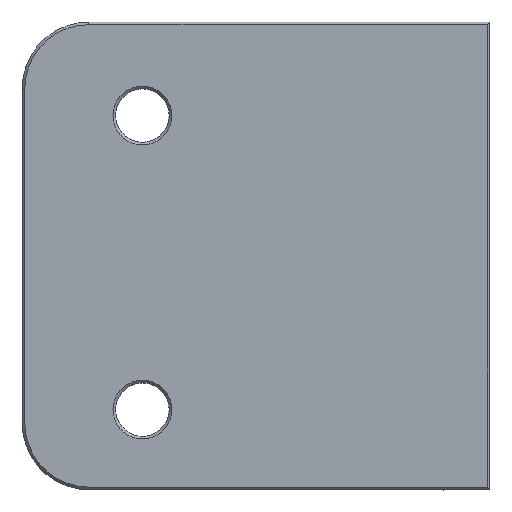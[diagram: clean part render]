
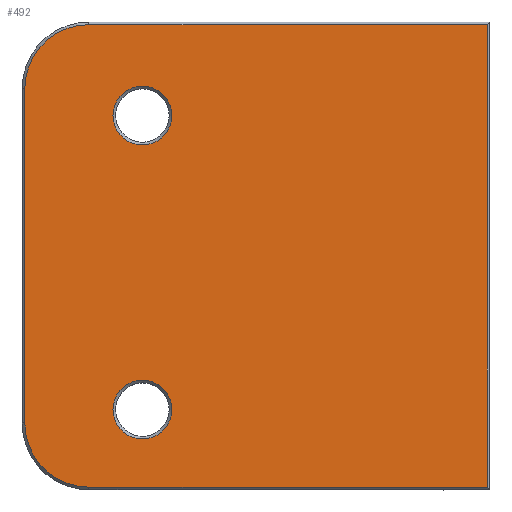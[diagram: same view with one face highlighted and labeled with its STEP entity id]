
A CAD part, top view. The second image highlights one B-rep face of the part: STEP entity #492.
In plain terms, the highlighted planar face has unit normal (0, 0, 1).
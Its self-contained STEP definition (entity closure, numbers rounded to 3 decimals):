
#27=FACE_BOUND('',#83,.T.);
#28=FACE_BOUND('',#84,.T.);
#35=PLANE('',#538);
#53=FACE_OUTER_BOUND('',#82,.T.);
#82=EDGE_LOOP('',(#350,#351,#352,#353,#354,#355));
#83=EDGE_LOOP('',(#356));
#84=EDGE_LOOP('',(#357));
#119=LINE('',#758,#164);
#120=LINE('',#760,#165);
#121=LINE('',#762,#166);
#122=LINE('',#766,#167);
#164=VECTOR('',#602,10.);
#165=VECTOR('',#603,10.);
#166=VECTOR('',#604,10.);
#167=VECTOR('',#607,10.);
#210=CIRCLE('',#537,2.2);
#211=CIRCLE('',#539,4.8);
#212=CIRCLE('',#540,4.8);
#213=CIRCLE('',#541,2.2);
#232=VERTEX_POINT('',#752);
#233=VERTEX_POINT('',#756);
#234=VERTEX_POINT('',#757);
#235=VERTEX_POINT('',#759);
#236=VERTEX_POINT('',#761);
#237=VERTEX_POINT('',#763);
#238=VERTEX_POINT('',#765);
#239=VERTEX_POINT('',#768);
#277=EDGE_CURVE('',#232,#232,#210,.T.);
#278=EDGE_CURVE('',#233,#234,#119,.T.);
#279=EDGE_CURVE('',#235,#233,#120,.T.);
#280=EDGE_CURVE('',#236,#235,#121,.T.);
#281=EDGE_CURVE('',#237,#236,#211,.T.);
#282=EDGE_CURVE('',#238,#237,#122,.T.);
#283=EDGE_CURVE('',#234,#238,#212,.T.);
#284=EDGE_CURVE('',#239,#239,#213,.T.);
#350=ORIENTED_EDGE('',*,*,#278,.F.);
#351=ORIENTED_EDGE('',*,*,#279,.F.);
#352=ORIENTED_EDGE('',*,*,#280,.F.);
#353=ORIENTED_EDGE('',*,*,#281,.F.);
#354=ORIENTED_EDGE('',*,*,#282,.F.);
#355=ORIENTED_EDGE('',*,*,#283,.F.);
#356=ORIENTED_EDGE('',*,*,#284,.F.);
#357=ORIENTED_EDGE('',*,*,#277,.F.);
#492=ADVANCED_FACE('',(#53,#27,#28),#35,.T.);
#537=AXIS2_PLACEMENT_3D('',#754,#598,#599);
#538=AXIS2_PLACEMENT_3D('',#755,#600,#601);
#539=AXIS2_PLACEMENT_3D('',#764,#605,#606);
#540=AXIS2_PLACEMENT_3D('',#767,#608,#609);
#541=AXIS2_PLACEMENT_3D('',#769,#610,#611);
#598=DIRECTION('center_axis',(0.,0.,1.));
#599=DIRECTION('ref_axis',(0.,1.,0.));
#600=DIRECTION('center_axis',(0.,0.,1.));
#601=DIRECTION('ref_axis',(1.,0.,0.));
#602=DIRECTION('',(-1.,0.,0.));
#603=DIRECTION('',(0.,-1.,0.));
#604=DIRECTION('',(1.,0.,0.));
#605=DIRECTION('center_axis',(0.,0.,-1.));
#606=DIRECTION('ref_axis',(0.,1.,0.));
#607=DIRECTION('',(0.,1.,0.));
#608=DIRECTION('center_axis',(0.,0.,-1.));
#609=DIRECTION('ref_axis',(0.,-1.,0.));
#610=DIRECTION('center_axis',(0.,0.,1.));
#611=DIRECTION('ref_axis',(0.,1.,0.));
#752=CARTESIAN_POINT('',(52.,316.8,-15.096));
#754=CARTESIAN_POINT('Origin',(52.,319.,-15.096));
#755=CARTESIAN_POINT('Origin',(-7.,11.,-15.096));
#756=CARTESIAN_POINT('',(77.8,291.2,-15.096));
#757=CARTESIAN_POINT('',(48.,291.2,-15.096));
#758=CARTESIAN_POINT('',(56.5,291.2,-15.096));
#759=CARTESIAN_POINT('',(77.8,325.8,-15.096));
#760=CARTESIAN_POINT('',(77.8,151.,-15.096));
#761=CARTESIAN_POINT('',(48.,325.8,-15.096));
#762=CARTESIAN_POINT('',(56.5,325.8,-15.096));
#763=CARTESIAN_POINT('',(43.2,321.,-15.096));
#764=CARTESIAN_POINT('Origin',(48.,321.,-15.096));
#765=CARTESIAN_POINT('',(43.2,296.,-15.096));
#766=CARTESIAN_POINT('',(43.2,159.75,-15.096));
#767=CARTESIAN_POINT('Origin',(48.,296.,-15.096));
#768=CARTESIAN_POINT('',(52.,294.8,-15.096));
#769=CARTESIAN_POINT('Origin',(52.,297.,-15.096));
